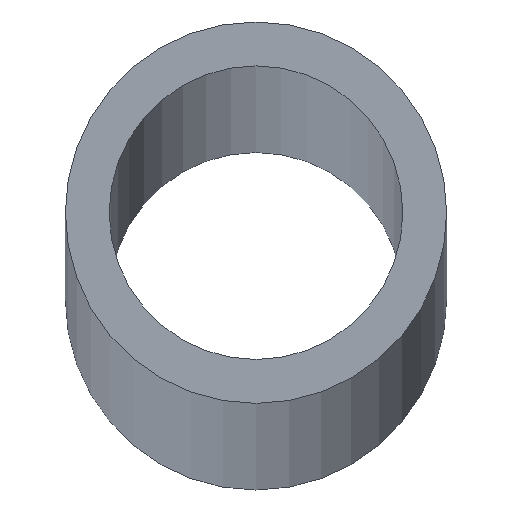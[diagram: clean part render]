
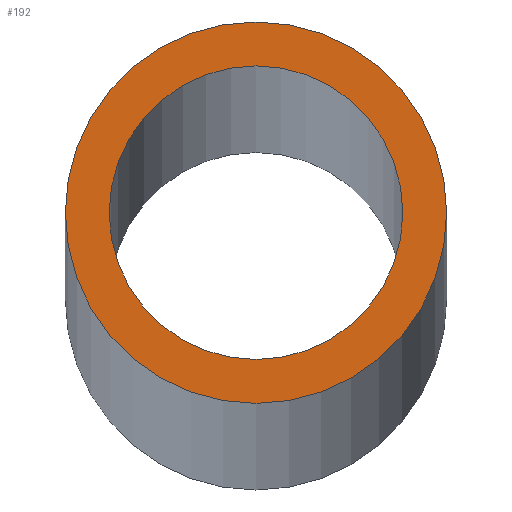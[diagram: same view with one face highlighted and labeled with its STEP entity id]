
A CAD part, top view. The second image highlights one B-rep face of the part: STEP entity #192.
In plain terms, the highlighted planar face has unit normal (0, 0, 1).
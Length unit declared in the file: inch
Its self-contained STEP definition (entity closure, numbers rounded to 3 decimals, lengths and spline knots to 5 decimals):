
#4 = EDGE_CURVE ( 'NONE', #85, #207, #93, .T. ) ;
#15 = AXIS2_PLACEMENT_3D ( 'NONE', #79, #134, #252 ) ;
#23 = FACE_BOUND ( 'NONE', #157, .T. ) ;
#24 = DIRECTION ( 'NONE',  ( 1., 0., 0. ) ) ;
#27 = VERTEX_POINT ( 'NONE', #208 ) ;
#34 = CIRCLE ( 'NONE', #184, 0.639 ) ;
#38 = DIRECTION ( 'NONE',  ( 1., 0., 0. ) ) ;
#41 = ORIENTED_EDGE ( 'NONE', *, *, #220, .F. ) ;
#42 = DIRECTION ( 'NONE',  ( 0., 0., 1. ) ) ;
#45 = CARTESIAN_POINT ( 'NONE',  ( 0., 0., 216. ) ) ;
#60 = CARTESIAN_POINT ( 'NONE',  ( -0.83, 0., 216. ) ) ;
#70 = CARTESIAN_POINT ( 'NONE',  ( 0.639, 0., 216. ) ) ;
#74 = EDGE_CURVE ( 'NONE', #143, #27, #137, .T. ) ;
#79 = CARTESIAN_POINT ( 'NONE',  ( 0., 0., 216. ) ) ;
#83 = CARTESIAN_POINT ( 'NONE',  ( 0., 0., 216. ) ) ;
#85 = VERTEX_POINT ( 'NONE', #122 ) ;
#93 = CIRCLE ( 'NONE', #223, 0.83 ) ;
#96 = DIRECTION ( 'NONE',  ( 1., 0., 0. ) ) ;
#101 = CARTESIAN_POINT ( 'NONE',  ( 0., 0., 216. ) ) ;
#122 = CARTESIAN_POINT ( 'NONE',  ( 0.83, 0., 216. ) ) ;
#134 = DIRECTION ( 'NONE',  ( 0., 0., 1. ) ) ;
#135 = DIRECTION ( 'NONE',  ( 0., 0., 1. ) ) ;
#137 = CIRCLE ( 'NONE', #212, 0.639 ) ;
#141 = ORIENTED_EDGE ( 'NONE', *, *, #74, .F. ) ;
#143 = VERTEX_POINT ( 'NONE', #70 ) ;
#144 = DIRECTION ( 'NONE',  ( 1., 0., 0. ) ) ;
#145 = FACE_OUTER_BOUND ( 'NONE', #182, .T. ) ;
#149 = EDGE_CURVE ( 'NONE', #207, #85, #197, .T. ) ;
#156 = DIRECTION ( 'NONE',  ( 0., 0., 1. ) ) ;
#157 = EDGE_LOOP ( 'NONE', ( #41, #141 ) ) ;
#182 = EDGE_LOOP ( 'NONE', ( #251, #191 ) ) ;
#184 = AXIS2_PLACEMENT_3D ( 'NONE', #83, #135, #38 ) ;
#191 = ORIENTED_EDGE ( 'NONE', *, *, #4, .T. ) ;
#192 = ADVANCED_FACE ( 'NONE', ( #145, #23 ), #211, .T. ) ;
#197 = CIRCLE ( 'NONE', #222, 0.83 ) ;
#207 = VERTEX_POINT ( 'NONE', #60 ) ;
#208 = CARTESIAN_POINT ( 'NONE',  ( -0.639, 0., 216. ) ) ;
#211 = PLANE ( 'NONE',  #15 ) ;
#212 = AXIS2_PLACEMENT_3D ( 'NONE', #233, #231, #144 ) ;
#220 = EDGE_CURVE ( 'NONE', #27, #143, #34, .T. ) ;
#222 = AXIS2_PLACEMENT_3D ( 'NONE', #45, #156, #96 ) ;
#223 = AXIS2_PLACEMENT_3D ( 'NONE', #101, #42, #24 ) ;
#231 = DIRECTION ( 'NONE',  ( 0., 0., 1. ) ) ;
#233 = CARTESIAN_POINT ( 'NONE',  ( 0., 0., 216. ) ) ;
#251 = ORIENTED_EDGE ( 'NONE', *, *, #149, .T. ) ;
#252 = DIRECTION ( 'NONE',  ( 1., 0., 0. ) ) ;
